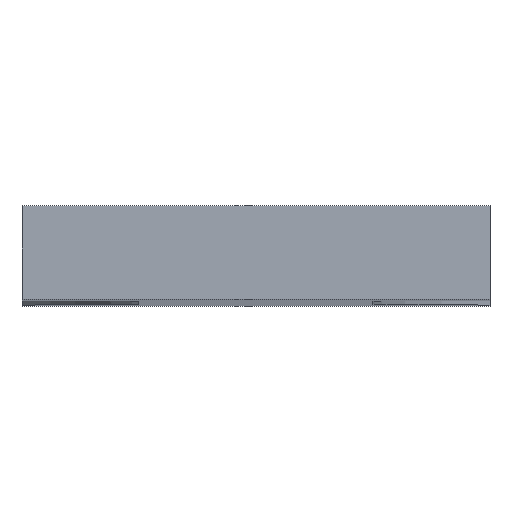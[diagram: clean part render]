
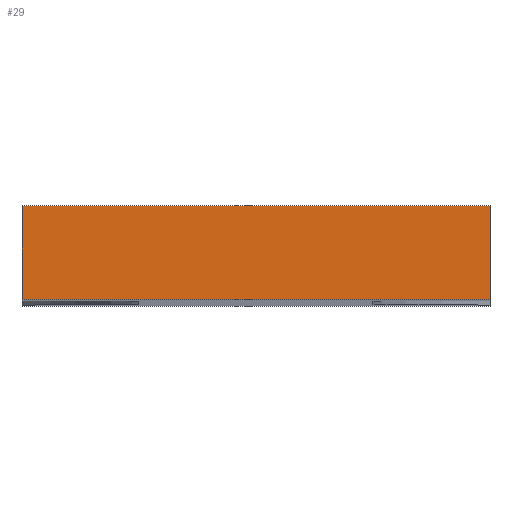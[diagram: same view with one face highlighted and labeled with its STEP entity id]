
A CAD part, top view. The second image highlights one B-rep face of the part: STEP entity #29.
In plain terms, the highlighted face is planar.
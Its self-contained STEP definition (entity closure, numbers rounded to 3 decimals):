
#29=ADVANCED_FACE('',(#43),#235,.T.);
#43=FACE_OUTER_BOUND('',#57,.T.);
#57=EDGE_LOOP('',(#120,#121,#122,#123));
#120=ORIENTED_EDGE('',*,*,#146,.T.);
#121=ORIENTED_EDGE('',*,*,#166,.T.);
#122=ORIENTED_EDGE('',*,*,#152,.F.);
#123=ORIENTED_EDGE('',*,*,#167,.T.);
#146=EDGE_CURVE('',#218,#217,#178,.T.);
#152=EDGE_CURVE('',#224,#225,#184,.T.);
#166=EDGE_CURVE('',#217,#225,#194,.T.);
#167=EDGE_CURVE('',#224,#218,#195,.T.);
#178=B_SPLINE_CURVE_WITH_KNOTS('',1,(#529,#530),.UNSPECIFIED.,.F.,.F.,(2,
2),(-20.,0.),.UNSPECIFIED.);
#184=B_SPLINE_CURVE_WITH_KNOTS('',1,(#541,#542),.UNSPECIFIED.,.F.,.F.,(2,
2),(0.,20.),.UNSPECIFIED.);
#194=B_SPLINE_CURVE_WITH_KNOTS('',1,(#573,#574),.UNSPECIFIED.,.F.,.F.,(2,
2),(0.,4.),.UNSPECIFIED.);
#195=B_SPLINE_CURVE_WITH_KNOTS('',1,(#575,#576),.UNSPECIFIED.,.F.,.F.,(2,
2),(0.,4.),.UNSPECIFIED.);
#217=VERTEX_POINT('',#486);
#218=VERTEX_POINT('',#487);
#224=VERTEX_POINT('',#493);
#225=VERTEX_POINT('',#494);
#235=PLANE('',#430);
#430=AXIS2_PLACEMENT_3D('',#470,#450,$);
#450=DIRECTION('',(-1.,0.,0.));
#470=CARTESIAN_POINT('',(-85.,12.12,-0.52));
#486=CARTESIAN_POINT('',(-85.,-10.,0.));
#487=CARTESIAN_POINT('',(-85.,10.,0.));
#493=CARTESIAN_POINT('',(-85.,10.,4.));
#494=CARTESIAN_POINT('',(-85.,-10.,4.));
#529=CARTESIAN_POINT('',(-85.,10.,0.));
#530=CARTESIAN_POINT('',(-85.,-10.,0.));
#541=CARTESIAN_POINT('',(-85.,10.,4.));
#542=CARTESIAN_POINT('',(-85.,-10.,4.));
#573=CARTESIAN_POINT('',(-85.,-10.,0.));
#574=CARTESIAN_POINT('',(-85.,-10.,4.));
#575=CARTESIAN_POINT('',(-85.,10.,4.));
#576=CARTESIAN_POINT('',(-85.,10.,0.));
